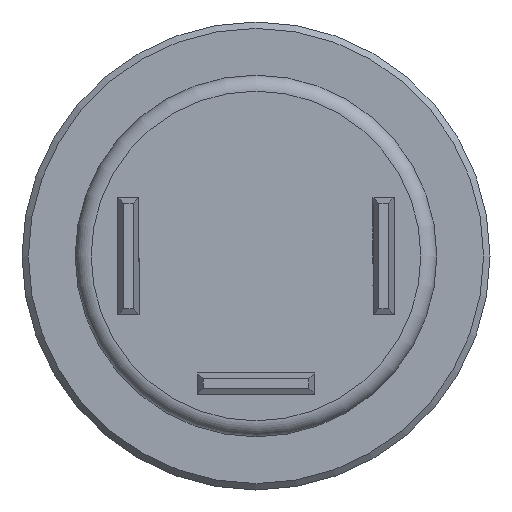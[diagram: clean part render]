
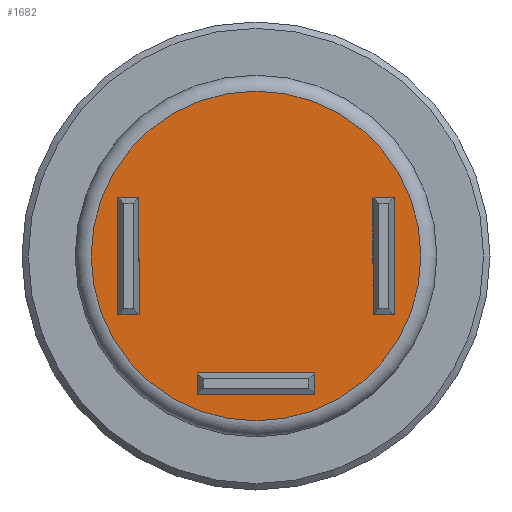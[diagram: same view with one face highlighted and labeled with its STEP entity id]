
A CAD part, front view. The second image highlights one B-rep face of the part: STEP entity #1682.
In plain terms, the highlighted planar face has unit normal (0, -1, 0).
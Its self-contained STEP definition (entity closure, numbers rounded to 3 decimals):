
#36=PLANE('',#1832);
#177=FACE_OUTER_BOUND('',#286,.T.);
#286=EDGE_LOOP('',(#1278));
#362=CIRCLE('',#1796,3.875);
#766=VERTEX_POINT('',#3745);
#948=EDGE_CURVE('',#766,#766,#362,.T.);
#1278=ORIENTED_EDGE('',*,*,#948,.T.);
#1682=ADVANCED_FACE('',(#177),#36,.T.);
#1796=AXIS2_PLACEMENT_3D('',#3746,#2002,#2003);
#1832=AXIS2_PLACEMENT_3D('',#3867,#2083,#2084);
#2002=DIRECTION('center_axis',(0.,-1.,0.));
#2003=DIRECTION('ref_axis',(0.,0.,-1.));
#2083=DIRECTION('center_axis',(0.,-1.,0.));
#2084=DIRECTION('ref_axis',(0.,0.,-1.));
#3745=CARTESIAN_POINT('',(0.,0.,3.875));
#3746=CARTESIAN_POINT('Origin',(0.,0.,0.));
#3867=CARTESIAN_POINT('Origin',(0.,0.,0.));
